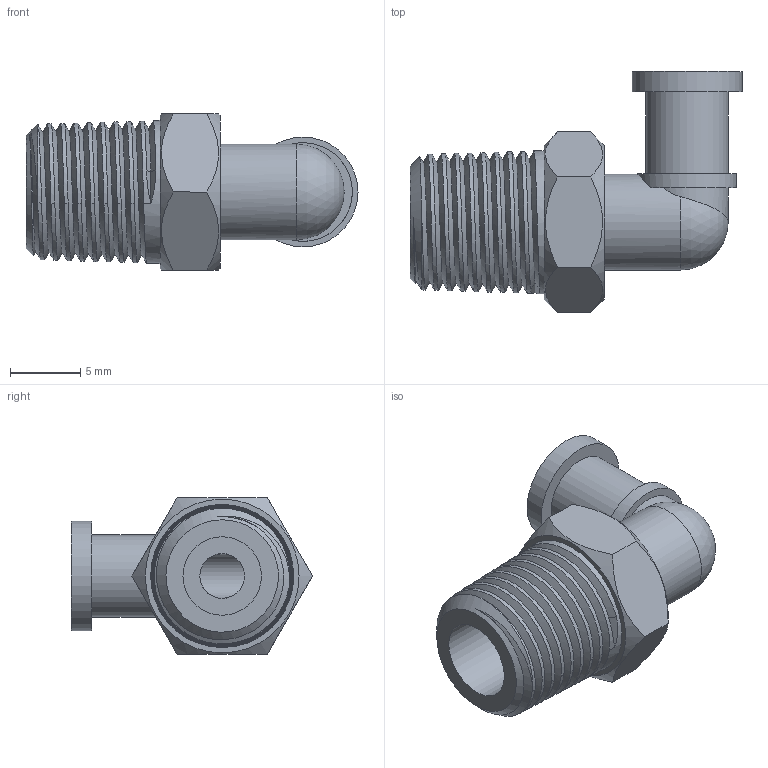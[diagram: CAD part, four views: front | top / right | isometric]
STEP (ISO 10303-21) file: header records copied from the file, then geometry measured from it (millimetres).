
FILE_DESCRIPTION(/* description */ ('Unknown','CAx-IF Rec.Pracs.---Representation and Presentation of Product Manufacturing Information (PMI)---4.0---2014-10-13','CAx-IF Rec.Pracs.---3D Tessellated Geometry---0.4---2014-09-14','2;1'),/* implementation_level */ '2;1');
FILE_NAME(/* name */ '506705_Luerlock-75_Kunde',/* time_stamp */ '2022-11-28T11:55:28+01:00',/* author */ ('Unknown'),/* organization */ ('Unknown'),/* preprocessor_version */ 'ST-DEVELOPER v16.7',/* originating_system */ 'Solid Edge',/* authorisation */ 'Unknown');
FILE_SCHEMA (('AP242_MANAGED_MODEL_BASED_3D_ENGINEERING_MIM_LF { 1 0 10303 442 1 1 4 }'));
Length unit declared in the file: millimetre
Products named in the file (1): 506705_Luerlock-75
Bounding box: 23.59 x 17.12 x 11.11 mm (x, y, z)
Volume: 1222.1 mm3; surface area: 1543 mm2
Topology: 1 solids, 1 shells, 44 faces, 109 edges, 71 vertices
Faces by surface type: plane 17, cone 13, cylinder 10, bspline 2, sphere 1, torus 1
Full cylindrical faces by diameter (mm): 3.175 x2, 5.575 x1, 5.842 x1, 6.807 x1, 7.01 x1, 7.8 x1
Entity records: 2586 total; most frequent: CARTESIAN_POINT 1627, DIRECTION 139, ORIENTED_EDGE 126, AXIS2_PLACEMENT_3D 64, EDGE_CURVE 63, EDGE_LOOP 55, FACE_BOUND 55, VERTEX_POINT 48
